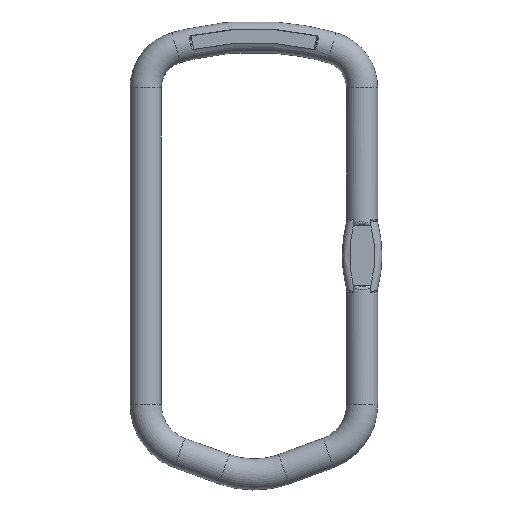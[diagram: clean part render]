
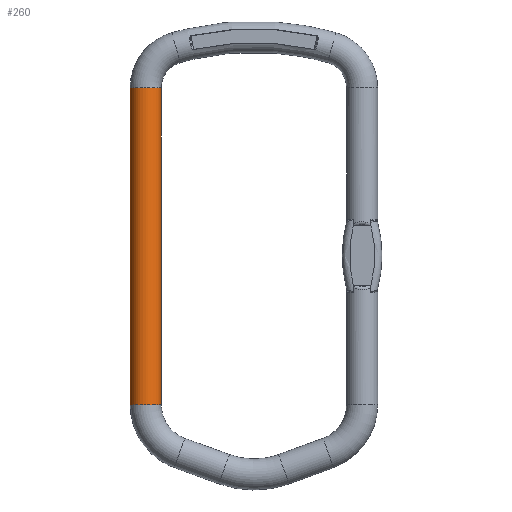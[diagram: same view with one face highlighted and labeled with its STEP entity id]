
A CAD part, left-side view. The second image highlights one B-rep face of the part: STEP entity #260.
In plain terms, the highlighted cylindrical face has radius 13 mm (diameter 26 mm), a full revolution.
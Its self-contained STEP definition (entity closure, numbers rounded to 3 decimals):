
#225=CYLINDRICAL_SURFACE('',#2353,13.);
#260=ADVANCED_FACE('',(#499,#500),#225,.T.);
#447=CIRCLE('',#2351,13.);
#448=CIRCLE('',#2352,13.);
#499=FACE_BOUND('',#533,.T.);
#500=FACE_BOUND('',#534,.T.);
#533=EDGE_LOOP('',(#950));
#534=EDGE_LOOP('',(#951));
#950=ORIENTED_EDGE('',*,*,#1860,.T.);
#951=ORIENTED_EDGE('',*,*,#1861,.F.);
#1632=VERTEX_POINT('',#3243);
#1633=VERTEX_POINT('',#3245);
#1860=EDGE_CURVE('',#1632,#1632,#447,.T.);
#1861=EDGE_CURVE('',#1633,#1633,#448,.T.);
#2351=AXIS2_PLACEMENT_3D('',#3242,#2539,#2540);
#2352=AXIS2_PLACEMENT_3D('',#3244,#2541,#2542);
#2353=AXIS2_PLACEMENT_3D('',#3246,#2543,#2544);
#2539=DIRECTION('',(0.,0.,1.));
#2540=DIRECTION('',(0.,1.,0.));
#2541=DIRECTION('',(0.,0.,1.));
#2542=DIRECTION('',(0.,1.,0.));
#2543=DIRECTION('',(0.,0.,-1.));
#2544=DIRECTION('',(-1.,0.,0.));
#3242=CARTESIAN_POINT('',(0.,90.5,-124.637));
#3243=CARTESIAN_POINT('',(0.,103.5,-124.637));
#3244=CARTESIAN_POINT('',(0.,90.5,140.266));
#3245=CARTESIAN_POINT('',(0.,103.5,140.266));
#3246=CARTESIAN_POINT('',(0.,90.5,140.266));
